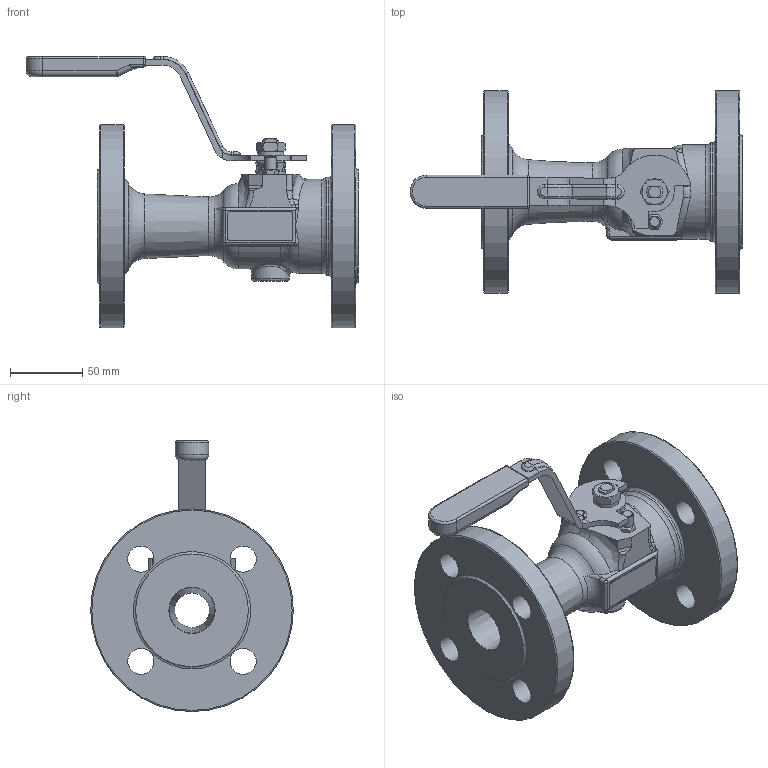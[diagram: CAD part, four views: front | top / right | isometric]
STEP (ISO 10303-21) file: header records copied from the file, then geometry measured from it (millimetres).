
FILE_DESCRIPTION(/* description */ (''),/* implementation_level */ '2;1');
FILE_NAME(/* name */ 'GA-F54-12-D40-W-A-1.stp',/* time_stamp */ '2019-09-18T17:00:12+01:00',/* author */ ('jaday'),/* organization */ (''),/* preprocessor_version */ 'ST-DEVELOPER v16.1',/* originating_system */ 'Autodesk Inventor 2016',/* authorisation */ '');
FILE_SCHEMA (('AUTOMOTIVE_DESIGN { 1 0 10303 214 3 1 1 }'));
Length unit declared in the file: millimetre
Products named in the file (1): GA-F54-12-D40-W-A-1
Bounding box: 229.34 x 140 x 187.34 mm (x, y, z)
Volume: 807133.5 mm3; surface area: 130526 mm2
Topology: 1 solids, 1 shells, 344 faces, 926 edges, 574 vertices
Faces by surface type: plane 138, cylinder 93, bspline 46, cone 33, torus 26, sphere 8
Full cylindrical faces by diameter (mm): 7.925 x1, 17.2 x1, 18 x9, 20.6 x1, 23.875 x1, 26 x1, 31.95 x1, 65 x1, 67.8 x1, 140 x2
Entity records: 12078 total; most frequent: CARTESIAN_POINT 3656, ORIENTED_EDGE 1728, DIRECTION 1582, EDGE_CURVE 864, AXIS2_PLACEMENT_3D 595, VERTEX_POINT 561, EDGE_LOOP 417, LINE 392
